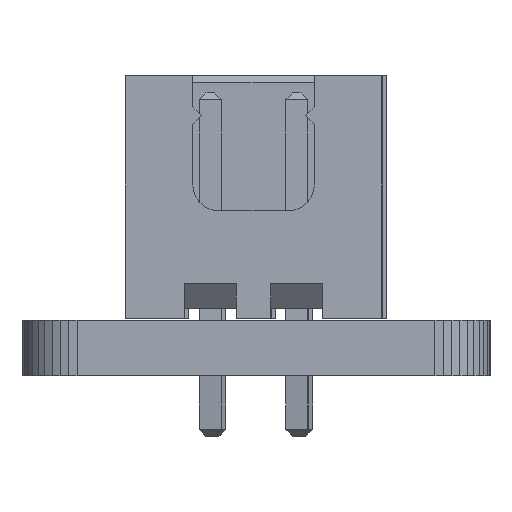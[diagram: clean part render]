
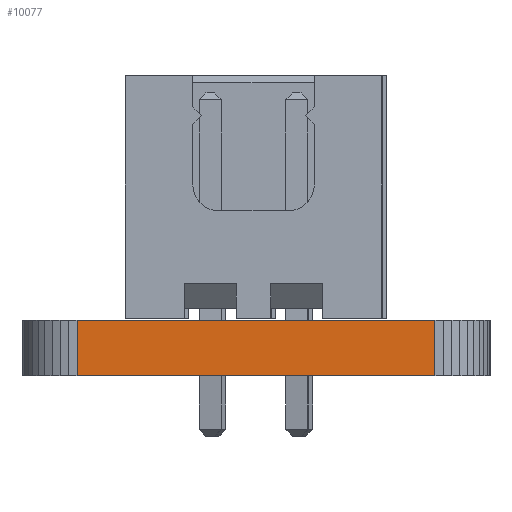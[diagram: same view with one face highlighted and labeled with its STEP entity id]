
A CAD part, left-side view. The second image highlights one B-rep face of the part: STEP entity #10077.
In plain terms, the highlighted planar face has unit normal (-1, 0, 0).
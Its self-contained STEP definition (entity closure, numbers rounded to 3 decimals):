
#6462 = PLANE('',#6463);
#6463 = AXIS2_PLACEMENT_3D('',#6464,#6465,#6466);
#6464 = CARTESIAN_POINT('',(132.159,-78.978,1.6));
#6465 = DIRECTION('',(-0.,-0.,-1.));
#6466 = DIRECTION('',(-1.,0.,0.));
#6516 = PLANE('',#6517);
#6517 = AXIS2_PLACEMENT_3D('',#6518,#6519,#6520);
#6518 = CARTESIAN_POINT('',(132.159,-78.978,0.));
#6519 = DIRECTION('',(-0.,-0.,-1.));
#6520 = DIRECTION('',(-1.,0.,0.));
#7465 = VERTEX_POINT('',#7466);
#7466 = CARTESIAN_POINT('',(108.744,-84.138,0.));
#7480 = PLANE('',#7481);
#7481 = AXIS2_PLACEMENT_3D('',#7482,#7483,#7484);
#7482 = CARTESIAN_POINT('',(108.763,-84.386,0.));
#7483 = DIRECTION('',(-0.997,-0.078,0.));
#7484 = DIRECTION('',(-0.078,0.997,0.));
#7492 = EDGE_CURVE('',#7465,#7493,#7495,.T.);
#7493 = VERTEX_POINT('',#7494);
#7494 = CARTESIAN_POINT('',(108.744,-73.819,0.));
#7495 = SURFACE_CURVE('',#7496,(#7500,#7507),.PCURVE_S1.);
#7496 = LINE('',#7497,#7498);
#7497 = CARTESIAN_POINT('',(108.744,-84.138,0.));
#7498 = VECTOR('',#7499,1.);
#7499 = DIRECTION('',(0.,1.,0.));
#7500 = PCURVE('',#6516,#7501);
#7501 = DEFINITIONAL_REPRESENTATION('',(#7502),#7506);
#7502 = LINE('',#7503,#7504);
#7503 = CARTESIAN_POINT('',(23.416,-5.159));
#7504 = VECTOR('',#7505,1.);
#7505 = DIRECTION('',(0.,1.));
#7506 = ( GEOMETRIC_REPRESENTATION_CONTEXT(2) 
PARAMETRIC_REPRESENTATION_CONTEXT() REPRESENTATION_CONTEXT('2D SPACE',''
  ) );
#7507 = PCURVE('',#7508,#7513);
#7508 = PLANE('',#7509);
#7509 = AXIS2_PLACEMENT_3D('',#7510,#7511,#7512);
#7510 = CARTESIAN_POINT('',(108.744,-84.138,0.));
#7511 = DIRECTION('',(-1.,0.,0.));
#7512 = DIRECTION('',(0.,1.,0.));
#7513 = DEFINITIONAL_REPRESENTATION('',(#7514),#7518);
#7514 = LINE('',#7515,#7516);
#7515 = CARTESIAN_POINT('',(0.,0.));
#7516 = VECTOR('',#7517,1.);
#7517 = DIRECTION('',(1.,0.));
#7518 = ( GEOMETRIC_REPRESENTATION_CONTEXT(2) 
PARAMETRIC_REPRESENTATION_CONTEXT() REPRESENTATION_CONTEXT('2D SPACE',''
  ) );
#7536 = PLANE('',#7537);
#7537 = AXIS2_PLACEMENT_3D('',#7538,#7539,#7540);
#7538 = CARTESIAN_POINT('',(108.744,-73.819,0.));
#7539 = DIRECTION('',(-0.997,0.078,0.));
#7540 = DIRECTION('',(0.078,0.997,0.));
#8857 = VERTEX_POINT('',#8858);
#8858 = CARTESIAN_POINT('',(108.744,-84.138,1.6));
#8879 = EDGE_CURVE('',#8857,#8880,#8882,.T.);
#8880 = VERTEX_POINT('',#8881);
#8881 = CARTESIAN_POINT('',(108.744,-73.819,1.6));
#8882 = SURFACE_CURVE('',#8883,(#8887,#8894),.PCURVE_S1.);
#8883 = LINE('',#8884,#8885);
#8884 = CARTESIAN_POINT('',(108.744,-84.138,1.6));
#8885 = VECTOR('',#8886,1.);
#8886 = DIRECTION('',(0.,1.,0.));
#8887 = PCURVE('',#6462,#8888);
#8888 = DEFINITIONAL_REPRESENTATION('',(#8889),#8893);
#8889 = LINE('',#8890,#8891);
#8890 = CARTESIAN_POINT('',(23.416,-5.159));
#8891 = VECTOR('',#8892,1.);
#8892 = DIRECTION('',(0.,1.));
#8893 = ( GEOMETRIC_REPRESENTATION_CONTEXT(2) 
PARAMETRIC_REPRESENTATION_CONTEXT() REPRESENTATION_CONTEXT('2D SPACE',''
  ) );
#8894 = PCURVE('',#7508,#8895);
#8895 = DEFINITIONAL_REPRESENTATION('',(#8896),#8900);
#8896 = LINE('',#8897,#8898);
#8897 = CARTESIAN_POINT('',(0.,-1.6));
#8898 = VECTOR('',#8899,1.);
#8899 = DIRECTION('',(1.,0.));
#8900 = ( GEOMETRIC_REPRESENTATION_CONTEXT(2) 
PARAMETRIC_REPRESENTATION_CONTEXT() REPRESENTATION_CONTEXT('2D SPACE',''
  ) );
#10027 = EDGE_CURVE('',#7493,#8880,#10028,.T.);
#10028 = SURFACE_CURVE('',#10029,(#10033,#10040),.PCURVE_S1.);
#10029 = LINE('',#10030,#10031);
#10030 = CARTESIAN_POINT('',(108.744,-73.819,0.));
#10031 = VECTOR('',#10032,1.);
#10032 = DIRECTION('',(0.,0.,1.));
#10033 = PCURVE('',#7536,#10034);
#10034 = DEFINITIONAL_REPRESENTATION('',(#10035),#10039);
#10035 = LINE('',#10036,#10037);
#10036 = CARTESIAN_POINT('',(0.,0.));
#10037 = VECTOR('',#10038,1.);
#10038 = DIRECTION('',(0.,-1.));
#10039 = ( GEOMETRIC_REPRESENTATION_CONTEXT(2) 
PARAMETRIC_REPRESENTATION_CONTEXT() REPRESENTATION_CONTEXT('2D SPACE',''
  ) );
#10040 = PCURVE('',#7508,#10041);
#10041 = DEFINITIONAL_REPRESENTATION('',(#10042),#10046);
#10042 = LINE('',#10043,#10044);
#10043 = CARTESIAN_POINT('',(10.319,0.));
#10044 = VECTOR('',#10045,1.);
#10045 = DIRECTION('',(0.,-1.));
#10046 = ( GEOMETRIC_REPRESENTATION_CONTEXT(2) 
PARAMETRIC_REPRESENTATION_CONTEXT() REPRESENTATION_CONTEXT('2D SPACE',''
  ) );
#10077 = ADVANCED_FACE('',(#10078),#7508,.T.);
#10078 = FACE_BOUND('',#10079,.T.);
#10079 = EDGE_LOOP('',(#10080,#10101,#10102,#10103));
#10080 = ORIENTED_EDGE('',*,*,#10081,.T.);
#10081 = EDGE_CURVE('',#7465,#8857,#10082,.T.);
#10082 = SURFACE_CURVE('',#10083,(#10087,#10094),.PCURVE_S1.);
#10083 = LINE('',#10084,#10085);
#10084 = CARTESIAN_POINT('',(108.744,-84.138,0.));
#10085 = VECTOR('',#10086,1.);
#10086 = DIRECTION('',(0.,0.,1.));
#10087 = PCURVE('',#7508,#10088);
#10088 = DEFINITIONAL_REPRESENTATION('',(#10089),#10093);
#10089 = LINE('',#10090,#10091);
#10090 = CARTESIAN_POINT('',(0.,0.));
#10091 = VECTOR('',#10092,1.);
#10092 = DIRECTION('',(0.,-1.));
#10093 = ( GEOMETRIC_REPRESENTATION_CONTEXT(2) 
PARAMETRIC_REPRESENTATION_CONTEXT() REPRESENTATION_CONTEXT('2D SPACE',''
  ) );
#10094 = PCURVE('',#7480,#10095);
#10095 = DEFINITIONAL_REPRESENTATION('',(#10096),#10100);
#10096 = LINE('',#10097,#10098);
#10097 = CARTESIAN_POINT('',(0.249,0.));
#10098 = VECTOR('',#10099,1.);
#10099 = DIRECTION('',(0.,-1.));
#10100 = ( GEOMETRIC_REPRESENTATION_CONTEXT(2) 
PARAMETRIC_REPRESENTATION_CONTEXT() REPRESENTATION_CONTEXT('2D SPACE',''
  ) );
#10101 = ORIENTED_EDGE('',*,*,#8879,.T.);
#10102 = ORIENTED_EDGE('',*,*,#10027,.F.);
#10103 = ORIENTED_EDGE('',*,*,#7492,.F.);
